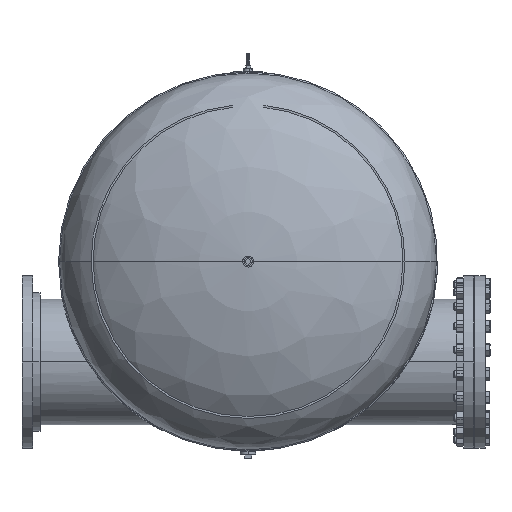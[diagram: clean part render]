
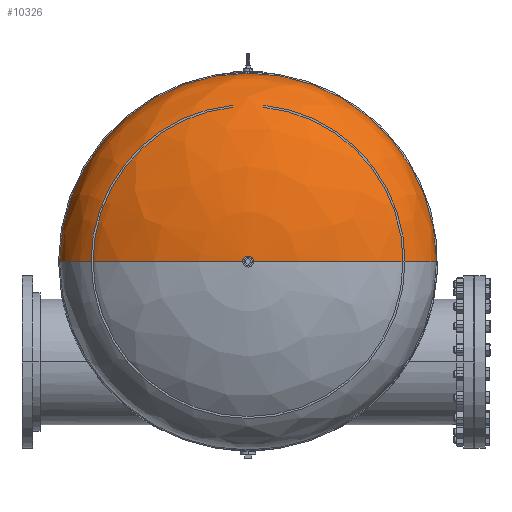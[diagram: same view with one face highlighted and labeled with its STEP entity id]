
A CAD part, front view. The second image highlights one B-rep face of the part: STEP entity #10326.
In plain terms, the highlighted free-form (B-spline) face has degree [3, 3] with [4, 4] control points.
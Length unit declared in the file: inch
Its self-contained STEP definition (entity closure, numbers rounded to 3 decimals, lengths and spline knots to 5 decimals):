
#640 = CARTESIAN_POINT ( 'NONE',  ( 17.97178, 15.96722, 0. ) ) ;
#2030 = ORIENTED_EDGE ( 'NONE', *, *, #16975, .T. ) ;
#2039 = EDGE_CURVE ( 'NONE', #8478, #8033, #7769, .T. ) ;
#2497 = VERTEX_POINT ( 'NONE', #16519 ) ;
#2771 = CARTESIAN_POINT ( 'NONE',  ( 0., 1.0025, 0. ) ) ;
#3418 = CARTESIAN_POINT ( 'NONE',  ( 30., 1.0025, -60. ) ) ;
#3751 = EDGE_LOOP ( 'NONE', ( #17366, #18369, #2030, #20332, #4388 ) ) ;
#4388 = ORIENTED_EDGE ( 'NONE', *, *, #29562, .F. ) ;
#4483 = FACE_OUTER_BOUND ( 'NONE', #3751, .T. ) ;
#5205 = DIRECTION ( 'NONE',  ( 0., -1., 0. ) ) ;
#5234 = CARTESIAN_POINT ( 'NONE',  ( 17.97178, 15.96722, 0. ) ) ;
#5524 = CARTESIAN_POINT ( 'NONE',  ( 30., 9.72375, 0. ) ) ;
#5836 = CARTESIAN_POINT ( 'NONE',  ( 17.97178, 15.96722, -35.94357 ) ) ;
#5852 = VERTEX_POINT ( 'NONE', #29653 ) ;
#6167 = AXIS2_PLACEMENT_3D ( 'NONE', #9769, #5205, #12196 ) ;
#6490 = CIRCLE ( 'NONE', #17642, 30. ) ;
#7016 = AXIS2_PLACEMENT_3D ( 'NONE', #22662, #29791, #17265 ) ;
#7496 = CARTESIAN_POINT ( 'NONE',  ( 30., 1.0025, 0. ) ) ;
#7508 = CIRCLE ( 'NONE', #7016, 0.75 ) ;
#7769 =( BOUNDED_CURVE ( )  B_SPLINE_CURVE ( 3, ( #21427, #640, #15156, #9889 ),
 .UNSPECIFIED., .F., .F. ) 
 B_SPLINE_CURVE_WITH_KNOTS ( ( 4, 4 ),
 ( 4.73739, 6.28319 ),
 .UNSPECIFIED. ) 
 CURVE ( )  GEOMETRIC_REPRESENTATION_ITEM ( )  RATIONAL_B_SPLINE_CURVE ( ( 1., 0.811, 0.811, 1. ) ) 
 REPRESENTATION_ITEM ( '' )  );
#8033 = VERTEX_POINT ( 'NONE', #17085 ) ;
#8478 = VERTEX_POINT ( 'NONE', #9911 ) ;
#8775 = EDGE_CURVE ( 'NONE', #5852, #12150, #18215, .T. ) ;
#9769 = CARTESIAN_POINT ( 'NONE',  ( 0., 16.18525, 0. ) ) ;
#9889 = CARTESIAN_POINT ( 'NONE',  ( 30., 1.0025, 0. ) ) ;
#9911 = CARTESIAN_POINT ( 'NONE',  ( 0.75, 16.18525, 0. ) ) ;
#10239 = CARTESIAN_POINT ( 'NONE',  ( -30., 9.72375, -60. ) ) ;
#10326 = ADVANCED_FACE ( 'NONE', ( #4483 ), #12999, .F. ) ;
#10673 = CARTESIAN_POINT ( 'NONE',  ( -30., 1.0025, 0. ) ) ;
#12150 = VERTEX_POINT ( 'NONE', #16081 ) ;
#12196 = DIRECTION ( 'NONE',  ( 1., 0., 0. ) ) ;
#12219 = CARTESIAN_POINT ( 'NONE',  ( 30., 9.72375, -60. ) ) ;
#12633 = EDGE_CURVE ( 'NONE', #5852, #2497, #7508, .T. ) ;
#12999 =( BOUNDED_SURFACE ( )  B_SPLINE_SURFACE ( 3, 3, ( 
 ( #25859, #18298, #26306, #19488 ),
 ( #14789, #26627, #5836, #5234 ),
 ( #23891, #10239, #12219, #5524 ),
 ( #28278, #24042, #3418, #7496 ) ),
 .UNSPECIFIED., .F., .F., .F. ) 
 B_SPLINE_SURFACE_WITH_KNOTS ( ( 4, 4 ),
 ( 4, 4 ),
 ( 0., 1. ),
 ( 0., 1. ),
 .UNSPECIFIED. ) 
 GEOMETRIC_REPRESENTATION_ITEM ( )  RATIONAL_B_SPLINE_SURFACE ( (
 ( 1., 0.333, 0.333, 1.),
 ( 0.811, 0.27, 0.27, 0.811),
 ( 0.811, 0.27, 0.27, 0.811),
 ( 1., 0.333, 0.333, 1.) ) ) 
 REPRESENTATION_ITEM ( '' )  SURFACE ( )  );
#13097 = CARTESIAN_POINT ( 'NONE',  ( -0.75, 16.18525, 0. ) ) ;
#13224 = CARTESIAN_POINT ( 'NONE',  ( -17.97178, 15.96722, 0. ) ) ;
#14789 = CARTESIAN_POINT ( 'NONE',  ( -17.97178, 15.96722, 0. ) ) ;
#15156 = CARTESIAN_POINT ( 'NONE',  ( 30., 9.72375, 0. ) ) ;
#16081 = CARTESIAN_POINT ( 'NONE',  ( -30., 1.0025, 0. ) ) ;
#16519 = CARTESIAN_POINT ( 'NONE',  ( 0., 16.18525, -0.75 ) ) ;
#16975 = EDGE_CURVE ( 'NONE', #2497, #8478, #24580, .T. ) ;
#17085 = CARTESIAN_POINT ( 'NONE',  ( 30., 1.0025, 0. ) ) ;
#17265 = DIRECTION ( 'NONE',  ( 1., 0., 0. ) ) ;
#17366 = ORIENTED_EDGE ( 'NONE', *, *, #8775, .F. ) ;
#17642 = AXIS2_PLACEMENT_3D ( 'NONE', #2771, #23853, #26270 ) ;
#18215 =( BOUNDED_CURVE ( )  B_SPLINE_CURVE ( 3, ( #13097, #13224, #20061, #10673 ),
 .UNSPECIFIED., .F., .F. ) 
 B_SPLINE_CURVE_WITH_KNOTS ( ( 4, 4 ),
 ( 4.73739, 6.28319 ),
 .UNSPECIFIED. ) 
 CURVE ( )  GEOMETRIC_REPRESENTATION_ITEM ( )  RATIONAL_B_SPLINE_CURVE ( ( 1., 0.811, 0.811, 1. ) ) 
 REPRESENTATION_ITEM ( '' )  );
#18298 = CARTESIAN_POINT ( 'NONE',  ( -0.75, 16.18525, -1.5 ) ) ;
#18369 = ORIENTED_EDGE ( 'NONE', *, *, #12633, .T. ) ;
#19488 = CARTESIAN_POINT ( 'NONE',  ( 0.75, 16.18525, 0. ) ) ;
#20061 = CARTESIAN_POINT ( 'NONE',  ( -30., 9.72375, 0. ) ) ;
#20332 = ORIENTED_EDGE ( 'NONE', *, *, #2039, .T. ) ;
#21427 = CARTESIAN_POINT ( 'NONE',  ( 0.75, 16.18525, 0. ) ) ;
#22662 = CARTESIAN_POINT ( 'NONE',  ( 0., 16.18525, 0. ) ) ;
#23853 = DIRECTION ( 'NONE',  ( 0., -1., 0. ) ) ;
#23891 = CARTESIAN_POINT ( 'NONE',  ( -30., 9.72375, 0. ) ) ;
#24042 = CARTESIAN_POINT ( 'NONE',  ( -30., 1.0025, -60. ) ) ;
#24580 = CIRCLE ( 'NONE', #6167, 0.75 ) ;
#25859 = CARTESIAN_POINT ( 'NONE',  ( -0.75, 16.18525, 0. ) ) ;
#26270 = DIRECTION ( 'NONE',  ( 1., 0., 0. ) ) ;
#26306 = CARTESIAN_POINT ( 'NONE',  ( 0.75, 16.18525, -1.5 ) ) ;
#26627 = CARTESIAN_POINT ( 'NONE',  ( -17.97178, 15.96722, -35.94357 ) ) ;
#28278 = CARTESIAN_POINT ( 'NONE',  ( -30., 1.0025, 0. ) ) ;
#29562 = EDGE_CURVE ( 'NONE', #12150, #8033, #6490, .T. ) ;
#29653 = CARTESIAN_POINT ( 'NONE',  ( -0.75, 16.18525, 0. ) ) ;
#29791 = DIRECTION ( 'NONE',  ( 0., -1., 0. ) ) ;
